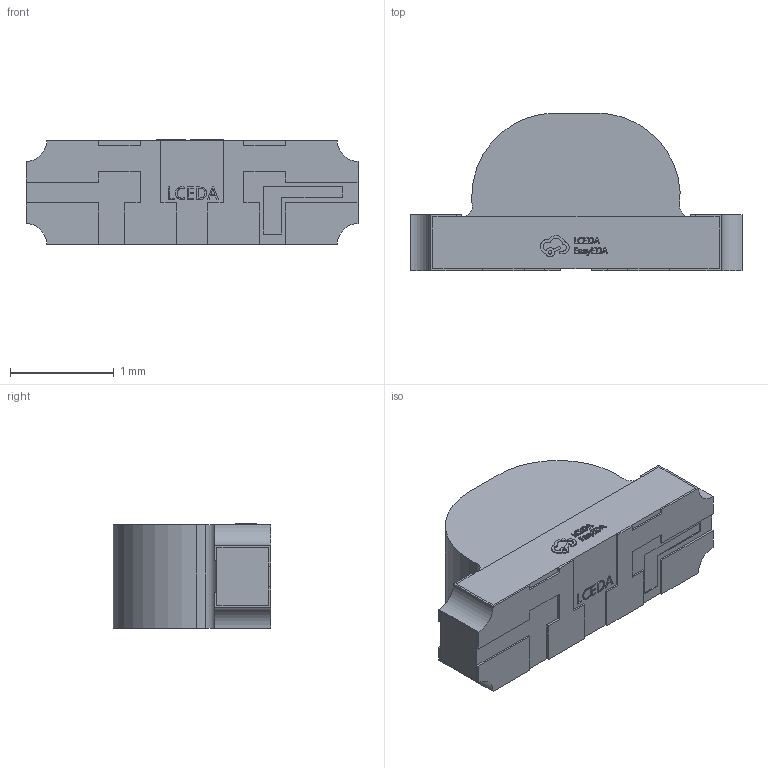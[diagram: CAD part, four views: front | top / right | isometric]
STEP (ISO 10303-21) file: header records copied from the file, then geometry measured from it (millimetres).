
FILE_DESCRIPTION (( 'STEP AP214' ), '1' );
FILE_NAME ('LED-SMD_4P-L3.2-W1.1_H1.5-TJ-S3210SW5TCGLC2R2G-A5.step', '2022-07-08T12:09:33', ( '' ), ( '' ), 'SwSTEP 2.0', 'SolidWorks 2020', '' );
FILE_SCHEMA (( 'AUTOMOTIVE_DESIGN' ));
Length unit declared in the file: millimetre
Products named in the file (1): LED-SMD_4P-L3.2-W1.1_H1.5-TJ-S3210SW5TCGLC2R2G-A5
Bounding box: 3.2 x 1.52 x 1.01 mm (x, y, z)
Volume: 3.3 mm3; surface area: 15.4 mm2
Topology: 1 solids, 1 shells, 391 faces, 1063 edges, 702 vertices
Faces by surface type: plane 265, bspline 112, cylinder 14
Entity records: 17360 total; most frequent: CARTESIAN_POINT 4261, ORIENTED_EDGE 2126, DIRECTION 1423, EDGE_CURVE 1063, VECTOR 807, LINE 807, VERTEX_POINT 702, EDGE_LOOP 419
